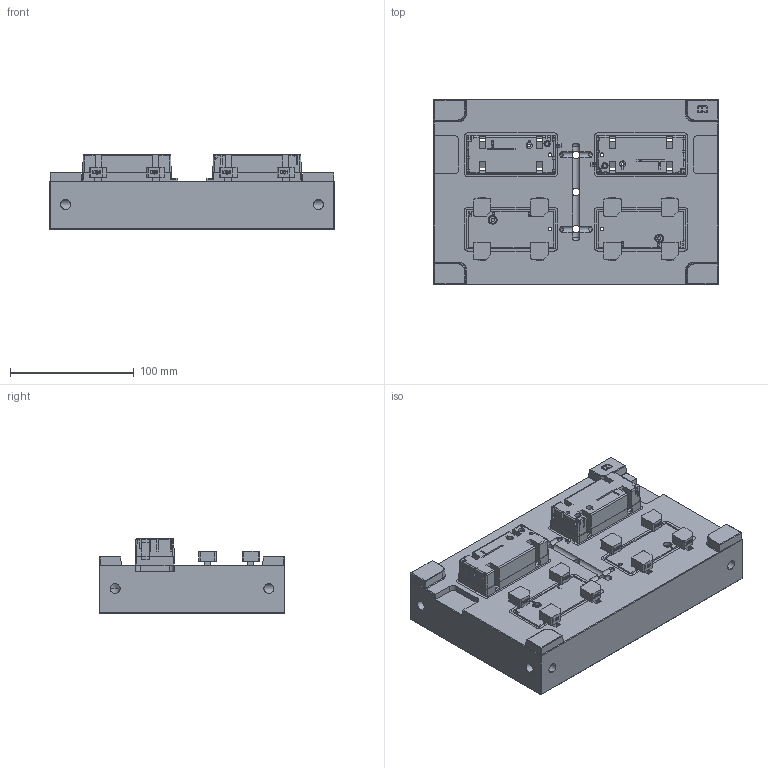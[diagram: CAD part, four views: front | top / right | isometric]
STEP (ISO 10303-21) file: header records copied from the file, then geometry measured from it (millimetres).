
FILE_DESCRIPTION(/* description */ (''),/* implementation_level */ '2;1');
FILE_NAME(/* name */ '2019017-电极.stp',/* time_stamp */ '2019-08-25T10:14:17+08:00',/* author */ (''),/* organization */ (''),/* preprocessor_version */ 'ST-DEVELOPER v16.7',/* originating_system */ 'SIEMENS PLM Software NX 1880',/* authorisation */ '');
FILE_SCHEMA (('AUTOMOTIVE_DESIGN { 1 0 10303 214 3 1 1 1 }'));
Length unit declared in the file: millimetre
Products named in the file (1): HZK-6FD05371q4l4
Bounding box: 230 x 150 x 60.31 mm (x, y, z)
Volume: 1377440.5 mm3; surface area: 165300 mm2
Topology: 9 solids, 9 shells, 1219 faces, 3362 edges, 2186 vertices
Faces by surface type: plane 932, cylinder 195, extrusion 48, cone 22, sphere 14, bspline 8
Entity records: 42785 total; most frequent: CARTESIAN_POINT 10172, ORIENTED_EDGE 6678, DIRECTION 5834, EDGE_CURVE 3339, VECTOR 2754, LINE 2706, VERTEX_POINT 2180, AXIS2_PLACEMENT_3D 1540
